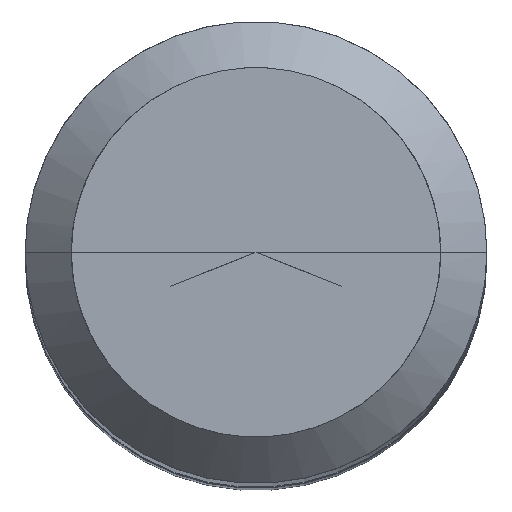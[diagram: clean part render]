
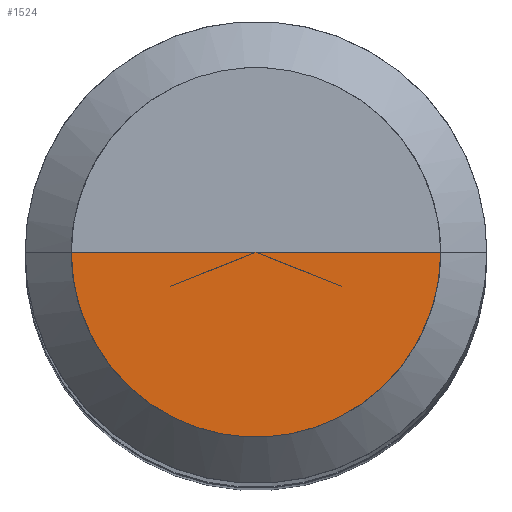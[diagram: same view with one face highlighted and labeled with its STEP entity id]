
A CAD part, top view. The second image highlights one B-rep face of the part: STEP entity #1524.
In plain terms, the highlighted free-form (B-spline) face has degree [1, 2] with [2, 5] control points.
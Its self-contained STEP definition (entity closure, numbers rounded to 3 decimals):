
#1043=CARTESIAN_POINT('',(4.0,0.0,44.8));
#1047=CARTESIAN_POINT('',(-4.0,0.0,44.8));
#1048=CARTESIAN_POINT('',(0.0,0.0,44.8));
#1064=CARTESIAN_POINT('',(-4.0,-4.0,44.8));
#1065=CARTESIAN_POINT('',(0.0,-4.0,44.8));
#1066=CARTESIAN_POINT('',(4.0,-4.0,44.8));
#1509=(
BOUNDED_SURFACE()
B_SPLINE_SURFACE(1,2,(
(#1047,#1064,#1065,#1066,#1043),
(#1048,#1048,#1048,#1048,#1048)
), .UNSPECIFIED.,.F.,.F.,.F.)
B_SPLINE_SURFACE_WITH_KNOTS((2,2),(3,2,3),(
0.0,1.0),(
0.0,0.5,1.0), .UNSPECIFIED.)
GEOMETRIC_REPRESENTATION_ITEM()
RATIONAL_B_SPLINE_SURFACE(((1.0,0.707,1.0,0.707,1.0),
(1.0,0.707,1.0,0.707,1.0)
))
REPRESENTATION_ITEM('')
SURFACE()
);
#1510=(
BOUNDED_CURVE()
B_SPLINE_CURVE(2,(#1043,#1066,#1065,#1064,#1047),.UNSPECIFIED.,.F.,.F.)
B_SPLINE_CURVE_WITH_KNOTS((3,2,3),
(0.0,0.5,1.0),.UNSPECIFIED.)
CURVE()
GEOMETRIC_REPRESENTATION_ITEM()
RATIONAL_B_SPLINE_CURVE((1.0,0.707,1.0,0.707,1.0))
REPRESENTATION_ITEM('')
);
#1511=(
BOUNDED_CURVE()
B_SPLINE_CURVE(1,(#1047,#1048),.UNSPECIFIED.,.F.,.F.)
B_SPLINE_CURVE_WITH_KNOTS((2,2),
(0.0,1.0),.UNSPECIFIED.)
CURVE()
GEOMETRIC_REPRESENTATION_ITEM()
RATIONAL_B_SPLINE_CURVE((1.0,1.0))
REPRESENTATION_ITEM('')
);
#1512=(
BOUNDED_CURVE()
B_SPLINE_CURVE(1,(#1048,#1043),.UNSPECIFIED.,.F.,.F.)
B_SPLINE_CURVE_WITH_KNOTS((2,2),
(0.0,1.0),.UNSPECIFIED.)
CURVE()
GEOMETRIC_REPRESENTATION_ITEM()
RATIONAL_B_SPLINE_CURVE((1.0,1.0))
REPRESENTATION_ITEM('')
);
#1513=VERTEX_POINT('',#1043);
#1514=VERTEX_POINT('',#1047);
#1515=VERTEX_POINT('',#1048);
#1516=EDGE_CURVE('',#1513,#1514,#1510,.T.);
#1517=EDGE_CURVE('',#1514,#1515,#1511,.T.);
#1518=EDGE_CURVE('',#1515,#1513,#1512,.T.);
#1519=ORIENTED_EDGE('',*,*,#1516,.T.);
#1520=ORIENTED_EDGE('',*,*,#1517,.T.);
#1521=ORIENTED_EDGE('',*,*,#1518,.T.);
#1522=EDGE_LOOP('',(#1519,#1520,#1521));
#1523=FACE_OUTER_BOUND('',#1522,.T.);
#1524=ADVANCED_FACE('',(#1523),#1509,.T.);
